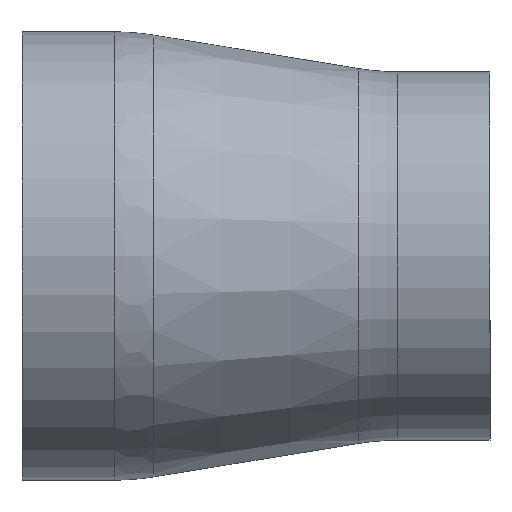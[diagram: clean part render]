
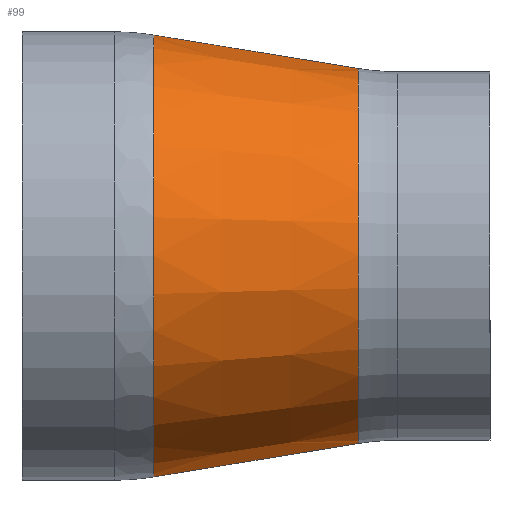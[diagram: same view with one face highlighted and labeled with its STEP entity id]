
A CAD part, top view. The second image highlights one B-rep face of the part: STEP entity #99.
In plain terms, the highlighted conical face has half-angle 9.3 degrees and reference radius 35.974 mm.
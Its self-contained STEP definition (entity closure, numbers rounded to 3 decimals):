
#10 = DIRECTION ( 'NONE',  ( -0.987, 0.162, 0. ) ) ;
#15 = LINE ( 'NONE', #70, #50 ) ;
#39 = VERTEX_POINT ( 'NONE', #311 ) ;
#50 = VECTOR ( 'NONE', #10, 1000. ) ;
#52 = ORIENTED_EDGE ( 'NONE', *, *, #360, .T. ) ;
#70 = CARTESIAN_POINT ( 'NONE',  ( -16.636, 35.974, 0. ) ) ;
#91 = ORIENTED_EDGE ( 'NONE', *, *, #462, .F. ) ;
#99 = ADVANCED_FACE ( 'NONE', ( #584 ), #422, .T. ) ;
#123 = EDGE_CURVE ( 'NONE', #565, #436, #655, .T. ) ;
#132 = DIRECTION ( 'NONE',  ( 0., -1., 0. ) ) ;
#158 = CARTESIAN_POINT ( 'NONE',  ( 16.636, -30.526, 0. ) ) ;
#182 = ORIENTED_EDGE ( 'NONE', *, *, #399, .T. ) ;
#228 = DIRECTION ( 'NONE',  ( -0.987, -0.162, 0. ) ) ;
#235 = CARTESIAN_POINT ( 'NONE',  ( -16.636, -35.974, 0. ) ) ;
#245 = AXIS2_PLACEMENT_3D ( 'NONE', #618, #361, #132 ) ;
#269 = AXIS2_PLACEMENT_3D ( 'NONE', #280, #593, #301 ) ;
#280 = CARTESIAN_POINT ( 'NONE',  ( 16.636, 0., 0. ) ) ;
#301 = DIRECTION ( 'NONE',  ( 0., 1., 0. ) ) ;
#311 = CARTESIAN_POINT ( 'NONE',  ( -16.636, 35.974, 0. ) ) ;
#326 = AXIS2_PLACEMENT_3D ( 'NONE', #560, #504, #428 ) ;
#353 = VECTOR ( 'NONE', #228, 1000. ) ;
#360 = EDGE_CURVE ( 'NONE', #565, #39, #15, .T. ) ;
#361 = DIRECTION ( 'NONE',  ( -1., 0., 0. ) ) ;
#378 = CARTESIAN_POINT ( 'NONE',  ( 16.636, 30.526, 0. ) ) ;
#399 = EDGE_CURVE ( 'NONE', #39, #617, #469, .T. ) ;
#422 = CONICAL_SURFACE ( 'NONE', #245, 35.974, 0.162 ) ;
#428 = DIRECTION ( 'NONE',  ( 0., 1., 0. ) ) ;
#436 = VERTEX_POINT ( 'NONE', #158 ) ;
#462 = EDGE_CURVE ( 'NONE', #436, #617, #639, .T. ) ;
#469 = CIRCLE ( 'NONE', #326, 35.974 ) ;
#494 = CARTESIAN_POINT ( 'NONE',  ( -16.636, -35.974, 0. ) ) ;
#504 = DIRECTION ( 'NONE',  ( 1., 0., 0. ) ) ;
#560 = CARTESIAN_POINT ( 'NONE',  ( -16.636, 0., 0. ) ) ;
#565 = VERTEX_POINT ( 'NONE', #378 ) ;
#584 = FACE_OUTER_BOUND ( 'NONE', #610, .T. ) ;
#593 = DIRECTION ( 'NONE',  ( 1., 0., 0. ) ) ;
#610 = EDGE_LOOP ( 'NONE', ( #630, #52, #182, #91 ) ) ;
#617 = VERTEX_POINT ( 'NONE', #494 ) ;
#618 = CARTESIAN_POINT ( 'NONE',  ( -16.636, 0., 0. ) ) ;
#630 = ORIENTED_EDGE ( 'NONE', *, *, #123, .F. ) ;
#639 = LINE ( 'NONE', #235, #353 ) ;
#655 = CIRCLE ( 'NONE', #269, 30.526 ) ;
